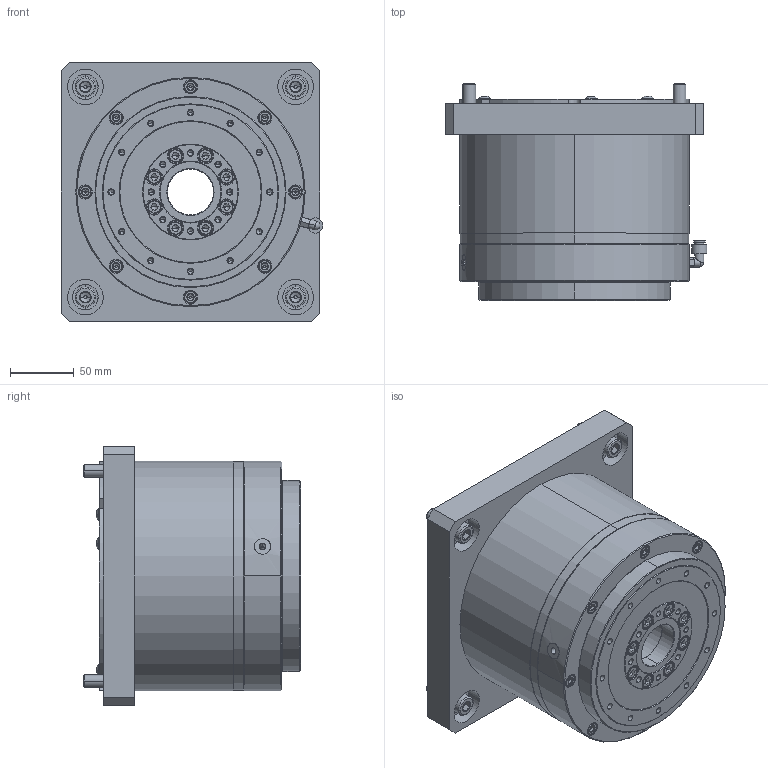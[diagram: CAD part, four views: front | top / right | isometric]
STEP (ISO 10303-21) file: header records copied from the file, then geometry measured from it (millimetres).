
FILE_DESCRIPTION((''),'2;1');
FILE_NAME('VAN-19-01-0300_SS-150-DUMMY','2019-09-03T15:52:58',('bwhite'),(''),'CREO PARAMETRIC BY PTC INC, 2018050','CREO PARAMETRIC BY PTC INC, 2018050','');
FILE_SCHEMA(('CONFIG_CONTROL_DESIGN'));
Length unit declared in the file: millimetre
Products named in the file (1): VAN-19-01-0300_SS-150-DUMMY
Bounding box: 205.61 x 170.63 x 203.2 mm (x, y, z)
Volume: 2683863.9 mm3; surface area: 355962.1 mm2
Topology: 1 solids, 36 shells, 900 faces, 2228 edges, 1387 vertices
Faces by surface type: plane 369, cone 245, cylinder 233, torus 46, sphere 7
Entity records: 27177 total; most frequent: CARTESIAN_POINT 5486, DIRECTION 4971, ORIENTED_EDGE 4060, EDGE_CURVE 2171, AXIS2_PLACEMENT_3D 2009, VERTEX_POINT 1387, CIRCLE 1108, EDGE_LOOP 1045
